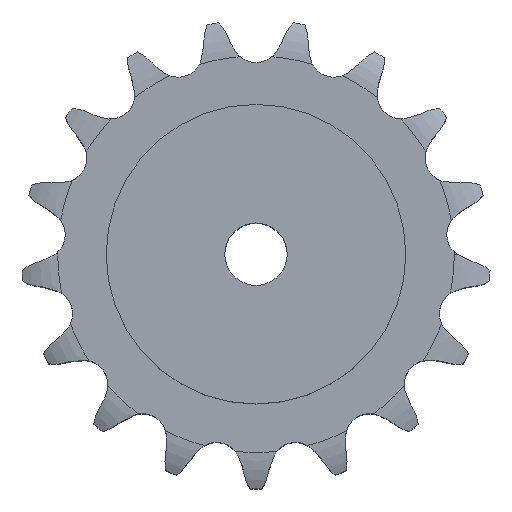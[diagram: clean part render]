
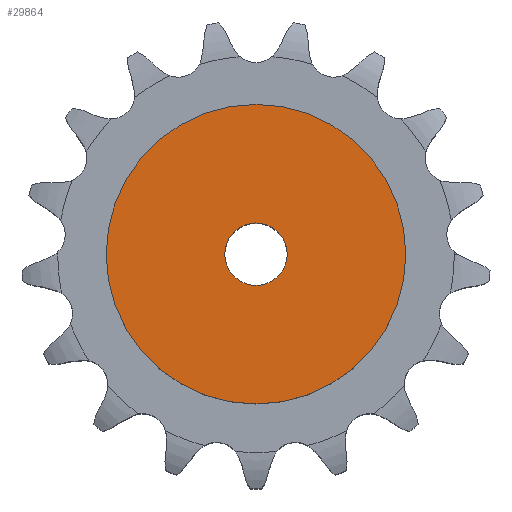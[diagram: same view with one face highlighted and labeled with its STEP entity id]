
A CAD part, top view. The second image highlights one B-rep face of the part: STEP entity #29864.
In plain terms, the highlighted planar face has unit normal (0, 0, 1).
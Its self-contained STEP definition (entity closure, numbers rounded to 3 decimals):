
#16196 = CYLINDRICAL_SURFACE('',#16197,12.5);
#16197 = AXIS2_PLACEMENT_3D('',#16198,#16199,#16200);
#16198 = CARTESIAN_POINT('',(0.,0.,315.243));
#16199 = DIRECTION('',(0.,0.,1.));
#16200 = DIRECTION('',(1.,0.,0.));
#20501 = EDGE_CURVE('',#20502,#20502,#20504,.T.);
#20502 = VERTEX_POINT('',#20503);
#20503 = CARTESIAN_POINT('',(12.5,0.,115.));
#20504 = SURFACE_CURVE('',#20505,(#20510,#20517),.PCURVE_S1.);
#20505 = CIRCLE('',#20506,12.5);
#20506 = AXIS2_PLACEMENT_3D('',#20507,#20508,#20509);
#20507 = CARTESIAN_POINT('',(0.,0.,115.));
#20508 = DIRECTION('',(0.,0.,1.));
#20509 = DIRECTION('',(1.,0.,0.));
#20510 = PCURVE('',#16196,#20511);
#20511 = DEFINITIONAL_REPRESENTATION('',(#20512),#20516);
#20512 = LINE('',#20513,#20514);
#20513 = CARTESIAN_POINT('',(0.,-200.243));
#20514 = VECTOR('',#20515,1.);
#20515 = DIRECTION('',(1.,0.));
#20516 = ( GEOMETRIC_REPRESENTATION_CONTEXT(2) 
PARAMETRIC_REPRESENTATION_CONTEXT() REPRESENTATION_CONTEXT('2D SPACE',''
  ) );
#20517 = PCURVE('',#20518,#20523);
#20518 = PLANE('',#20519);
#20519 = AXIS2_PLACEMENT_3D('',#20520,#20521,#20522);
#20520 = CARTESIAN_POINT('',(0.,0.,115.
    ));
#20521 = DIRECTION('',(0.,0.,1.));
#20522 = DIRECTION('',(1.,0.,0.));
#20523 = DEFINITIONAL_REPRESENTATION('',(#20524),#20528);
#20524 = CIRCLE('',#20525,12.5);
#20525 = AXIS2_PLACEMENT_2D('',#20526,#20527);
#20526 = CARTESIAN_POINT('',(0.,0.));
#20527 = DIRECTION('',(1.,0.));
#20528 = ( GEOMETRIC_REPRESENTATION_CONTEXT(2) 
PARAMETRIC_REPRESENTATION_CONTEXT() REPRESENTATION_CONTEXT('2D SPACE',''
  ) );
#29864 = ADVANCED_FACE('',(#29865,#29896),#20518,.T.);
#29865 = FACE_BOUND('',#29866,.T.);
#29866 = EDGE_LOOP('',(#29867));
#29867 = ORIENTED_EDGE('',*,*,#29868,.T.);
#29868 = EDGE_CURVE('',#29869,#29869,#29871,.T.);
#29869 = VERTEX_POINT('',#29870);
#29870 = CARTESIAN_POINT('',(60.,0.,115.));
#29871 = SURFACE_CURVE('',#29872,(#29877,#29884),.PCURVE_S1.);
#29872 = CIRCLE('',#29873,60.);
#29873 = AXIS2_PLACEMENT_3D('',#29874,#29875,#29876);
#29874 = CARTESIAN_POINT('',(0.,0.,115.));
#29875 = DIRECTION('',(0.,0.,1.));
#29876 = DIRECTION('',(1.,0.,0.));
#29877 = PCURVE('',#20518,#29878);
#29878 = DEFINITIONAL_REPRESENTATION('',(#29879),#29883);
#29879 = CIRCLE('',#29880,60.);
#29880 = AXIS2_PLACEMENT_2D('',#29881,#29882);
#29881 = CARTESIAN_POINT('',(0.,0.));
#29882 = DIRECTION('',(1.,0.));
#29883 = ( GEOMETRIC_REPRESENTATION_CONTEXT(2) 
PARAMETRIC_REPRESENTATION_CONTEXT() REPRESENTATION_CONTEXT('2D SPACE',''
  ) );
#29884 = PCURVE('',#29885,#29890);
#29885 = CYLINDRICAL_SURFACE('',#29886,60.);
#29886 = AXIS2_PLACEMENT_3D('',#29887,#29888,#29889);
#29887 = CARTESIAN_POINT('',(0.,0.,0.));
#29888 = DIRECTION('',(-0.,-0.,-1.));
#29889 = DIRECTION('',(1.,0.,0.));
#29890 = DEFINITIONAL_REPRESENTATION('',(#29891),#29895);
#29891 = LINE('',#29892,#29893);
#29892 = CARTESIAN_POINT('',(-0.,-115.));
#29893 = VECTOR('',#29894,1.);
#29894 = DIRECTION('',(-1.,0.));
#29895 = ( GEOMETRIC_REPRESENTATION_CONTEXT(2) 
PARAMETRIC_REPRESENTATION_CONTEXT() REPRESENTATION_CONTEXT('2D SPACE',''
  ) );
#29896 = FACE_BOUND('',#29897,.T.);
#29897 = EDGE_LOOP('',(#29898));
#29898 = ORIENTED_EDGE('',*,*,#20501,.F.);
